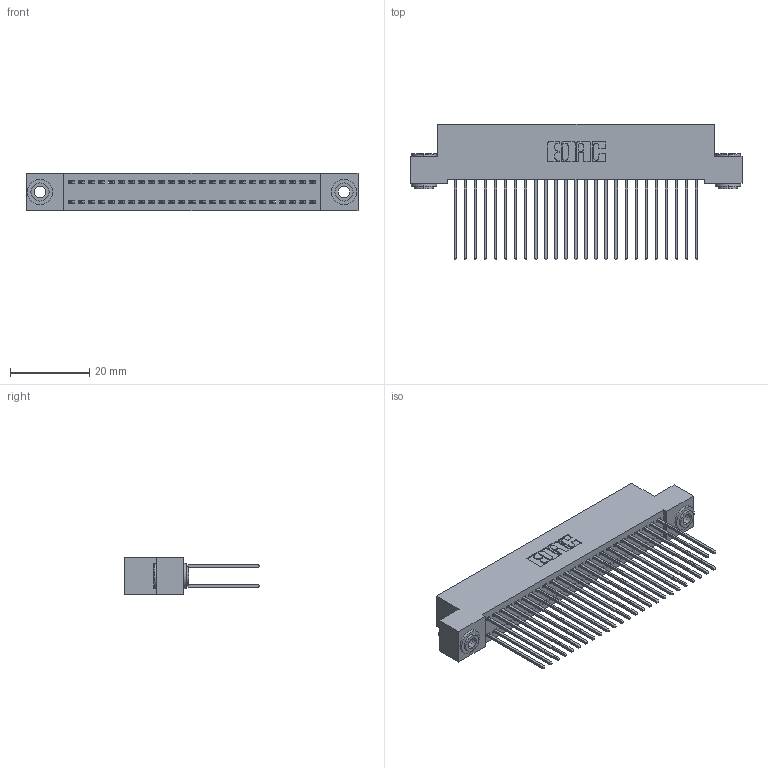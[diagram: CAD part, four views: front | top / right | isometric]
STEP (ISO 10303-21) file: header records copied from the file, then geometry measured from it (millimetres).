
FILE_DESCRIPTION (( 'STEP AP203' ), '1' );
FILE_NAME ('342-050-541-203.STEP', '2018-08-12T19:57:55', ( '' ), ( '' ), 'SwSTEP 2.0', 'SolidWorks 2016', '' );
FILE_SCHEMA (( 'CONFIG_CONTROL_DESIGN' ));
Length unit declared in the file: inch
Products named in the file (4): 342 Part_.156 TH; 345-292-001_345-293-141; 342-250-002_345-250-002-102; 342-050-541-203
Assembly tree (53 placements, depth 2):
  342-050-541-203
    342 Part_.156 TH
    345-292-001_345-293-141  x50
    342-250-002_345-250-002-102  x2
Bounding box: 83.82 x 34.3 x 9.4 mm (x, y, z)
Volume: 7760.4 mm3; surface area: 13724.4 mm2
Topology: 53 solids, 53 shells, 2748 faces, 8125 edges, 5346 vertices
Faces by surface type: plane 1876, cylinder 864, cone 8
Entity records: 18818 total; most frequent: CARTESIAN_POINT 3113, ORIENTED_EDGE 3042, DIRECTION 2723, EDGE_CURVE 1521, VECTOR 1369, LINE 1369, VERTEX_POINT 1010, AXIS2_PLACEMENT_3D 677
